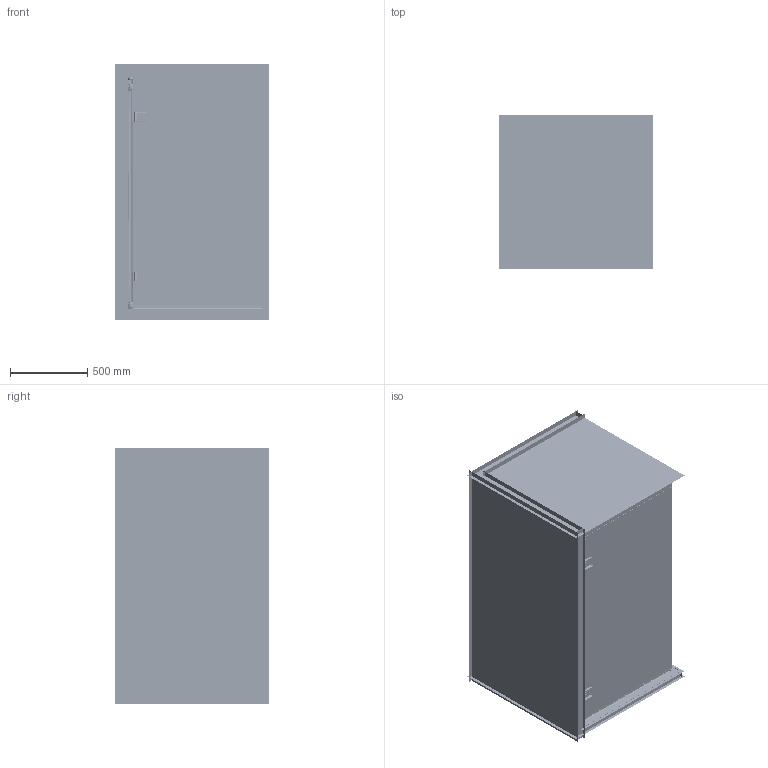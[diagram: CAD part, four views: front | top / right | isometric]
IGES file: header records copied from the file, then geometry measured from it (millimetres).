
Start section:  PTC IGES file: dcp9n-850X1450.igs
Global section: file name: dcp9n-850X1450.igs; native system: Pro/ENGINEER by Parametric Technology Corporation; preprocessor: 2010280; author: admin; organization: Unknown; date: 20140606.112623; units: millimetre
Bounding box: 993.2 x 993.2 x 1653.6 mm (x, y, z)
Volume: 856626487.7 mm3; surface area: 178744438.9 mm2
Topology: 74 solids, 74 shells, 8300 faces, 56742 edges, 81564 vertices
Faces by surface type: revolution 4272, bspline 4028
